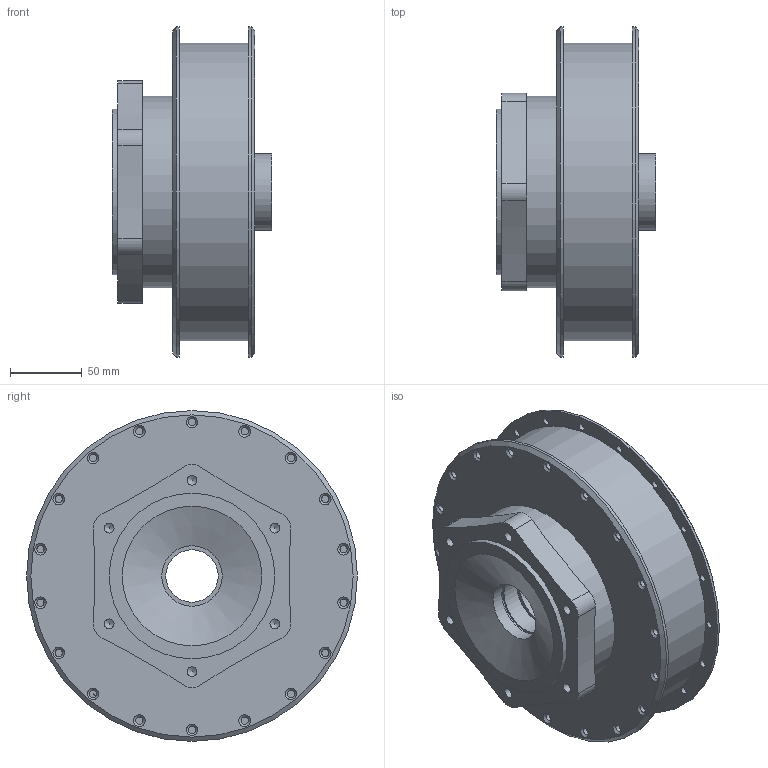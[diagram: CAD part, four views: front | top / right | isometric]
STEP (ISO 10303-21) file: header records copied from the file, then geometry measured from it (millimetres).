
FILE_DESCRIPTION(/* description */ (''),/* implementation_level */ '2;1');
FILE_NAME(/* name */ 'Moyeu 36 v36.step',/* time_stamp */ '2021-07-14T20:28:45+02:00',/* author */ (''),/* organization */ (''),/* preprocessor_version */ 'ST-DEVELOPER v18',/* originating_system */ 'Autodesk Translation Framework v8.12.0.6',/* authorisation */ '');
FILE_SCHEMA (('AUTOMOTIVE_DESIGN { 1 0 10303 214 3 1 1 }'));
Length unit declared in the file: millimetre
Products named in the file (1): Moyeu 36
Bounding box: 111 x 230 x 230 mm (x, y, z)
Volume: 1921088 mm3; surface area: 195023.4 mm2
Topology: 1 solids, 1 shells, 141 faces, 369 edges, 243 vertices
Faces by surface type: cylinder 75, cone 50, plane 16
Full cylindrical faces by diameter (mm): 5 x36, 6.779 x6, 8.526 x5, 36.5 x1, 42 x3, 44.5 x1, 53.5 x1, 91.9 x1, 115.1 x1, 133.1 x1, 166 x1, 190 x1, 207 x1, 230 x2
Entity records: 4598 total; most frequent: DIRECTION 872, CARTESIAN_POINT 743, ORIENTED_EDGE 716, AXIS2_PLACEMENT_3D 372, EDGE_CURVE 358, VERTEX_POINT 243, EDGE_LOOP 241, CIRCLE 230
